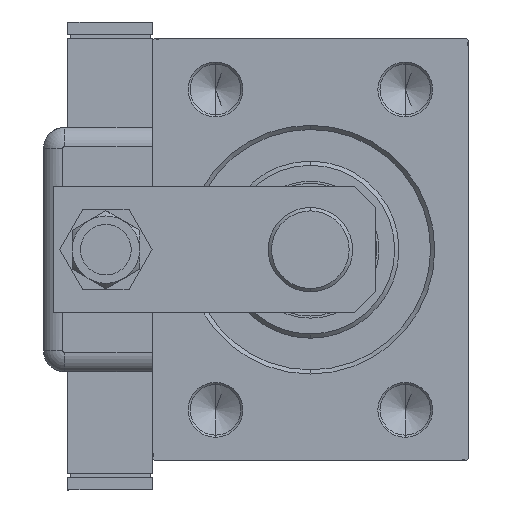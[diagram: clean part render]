
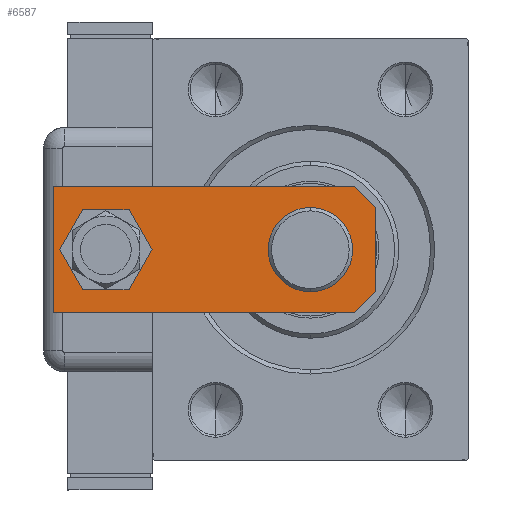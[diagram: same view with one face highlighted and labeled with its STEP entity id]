
A CAD part, left-side view. The second image highlights one B-rep face of the part: STEP entity #6587.
In plain terms, the highlighted face is planar.
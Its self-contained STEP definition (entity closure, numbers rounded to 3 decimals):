
#78 = DIRECTION ( 'NONE',  ( 0., 0., 1. ) ) ;
#381 = LINE ( 'NONE', #679, #28011 ) ;
#679 = CARTESIAN_POINT ( 'NONE',  ( -15., 0., 0. ) ) ;
#1255 = VECTOR ( 'NONE', #60162, 1000. ) ;
#1458 = CARTESIAN_POINT ( 'NONE',  ( 15., 5., 0. ) ) ;
#2148 = VERTEX_POINT ( 'NONE', #56726 ) ;
#3064 = CIRCLE ( 'NONE', #37363, 10. ) ;
#4008 = EDGE_CURVE ( 'NONE', #16935, #30441, #15342, .T. ) ;
#5656 = VERTEX_POINT ( 'NONE', #21326 ) ;
#6037 = CARTESIAN_POINT ( 'NONE',  ( 15., 76.5, 0. ) ) ;
#6349 = DIRECTION ( 'NONE',  ( -0.707, -0.707, 0. ) ) ;
#6587 = ADVANCED_FACE ( 'NONE', ( #55325, #59932, #30772 ), #7730, .F. ) ;
#7004 = DIRECTION ( 'NONE',  ( 0., 0., 1. ) ) ;
#7730 = PLANE ( 'NONE',  #16260 ) ;
#7845 = CARTESIAN_POINT ( 'NONE',  ( 15., 5., 0. ) ) ;
#8204 = EDGE_CURVE ( 'NONE', #5656, #28630, #55504, .T. ) ;
#8238 = ORIENTED_EDGE ( 'NONE', *, *, #4008, .F. ) ;
#9676 = EDGE_CURVE ( 'NONE', #35801, #16935, #30932, .T. ) ;
#12306 = CARTESIAN_POINT ( 'NONE',  ( 15., 0., 0. ) ) ;
#12610 = CARTESIAN_POINT ( 'NONE',  ( -10., 15.5, 0. ) ) ;
#14184 = ORIENTED_EDGE ( 'NONE', *, *, #8204, .T. ) ;
#15342 = LINE ( 'NONE', #52512, #53450 ) ;
#16260 = AXIS2_PLACEMENT_3D ( 'NONE', #49515, #50726, #27372 ) ;
#16525 = CARTESIAN_POINT ( 'NONE',  ( 10., 15.5, 0. ) ) ;
#16612 = LINE ( 'NONE', #12306, #29333 ) ;
#16935 = VERTEX_POINT ( 'NONE', #59210 ) ;
#16941 = CIRCLE ( 'NONE', #48356, 7. ) ;
#17275 = AXIS2_PLACEMENT_3D ( 'NONE', #45013, #59420, #26858 ) ;
#17311 = CARTESIAN_POINT ( 'NONE',  ( 0., 15.5, 0. ) ) ;
#17410 = CARTESIAN_POINT ( 'NONE',  ( 7., 64., 0. ) ) ;
#19084 = VERTEX_POINT ( 'NONE', #12610 ) ;
#19611 = ORIENTED_EDGE ( 'NONE', *, *, #9676, .F. ) ;
#20497 = LINE ( 'NONE', #1458, #60413 ) ;
#20853 = DIRECTION ( 'NONE',  ( 0., -1., 0. ) ) ;
#21326 = CARTESIAN_POINT ( 'NONE',  ( -7., 64., 0. ) ) ;
#21712 = DIRECTION ( 'NONE',  ( -1., 0., 0. ) ) ;
#23446 = EDGE_CURVE ( 'NONE', #33799, #19084, #3064, .T. ) ;
#26820 = DIRECTION ( 'NONE',  ( 0., 0., 1. ) ) ;
#26858 = DIRECTION ( 'NONE',  ( 1., 0., 0. ) ) ;
#27372 = DIRECTION ( 'NONE',  ( 1., 0., 0. ) ) ;
#28011 = VECTOR ( 'NONE', #38738, 1000. ) ;
#28630 = VERTEX_POINT ( 'NONE', #17410 ) ;
#29333 = VECTOR ( 'NONE', #59598, 1000. ) ;
#29336 = EDGE_CURVE ( 'NONE', #2148, #30441, #45148, .T. ) ;
#30038 = CARTESIAN_POINT ( 'NONE',  ( -15., 5., 0. ) ) ;
#30193 = CIRCLE ( 'NONE', #49841, 10. ) ;
#30441 = VERTEX_POINT ( 'NONE', #30038 ) ;
#30772 = FACE_BOUND ( 'NONE', #51109, .T. ) ;
#30932 = LINE ( 'NONE', #50274, #47814 ) ;
#33799 = VERTEX_POINT ( 'NONE', #16525 ) ;
#35801 = VERTEX_POINT ( 'NONE', #6037 ) ;
#35869 = CARTESIAN_POINT ( 'NONE',  ( 0., 15.5, 0. ) ) ;
#36676 = EDGE_CURVE ( 'NONE', #43930, #59732, #20497, .T. ) ;
#37363 = AXIS2_PLACEMENT_3D ( 'NONE', #35869, #7004, #41104 ) ;
#38738 = DIRECTION ( 'NONE',  ( 1., 0., 0. ) ) ;
#39674 = EDGE_CURVE ( 'NONE', #2148, #59732, #381, .T. ) ;
#41104 = DIRECTION ( 'NONE',  ( 1., 0., 0. ) ) ;
#42192 = ORIENTED_EDGE ( 'NONE', *, *, #39674, .F. ) ;
#43930 = VERTEX_POINT ( 'NONE', #7845 ) ;
#45013 = CARTESIAN_POINT ( 'NONE',  ( 0., 64., 0. ) ) ;
#45148 = LINE ( 'NONE', #59854, #1255 ) ;
#45172 = EDGE_CURVE ( 'NONE', #19084, #33799, #30193, .T. ) ;
#45509 = ORIENTED_EDGE ( 'NONE', *, *, #36676, .T. ) ;
#47083 = EDGE_CURVE ( 'NONE', #43930, #35801, #16612, .T. ) ;
#47495 = ORIENTED_EDGE ( 'NONE', *, *, #47083, .F. ) ;
#47814 = VECTOR ( 'NONE', #21712, 1000. ) ;
#48269 = DIRECTION ( 'NONE',  ( 1., 0., 0. ) ) ;
#48356 = AXIS2_PLACEMENT_3D ( 'NONE', #52866, #78, #48269 ) ;
#49515 = CARTESIAN_POINT ( 'NONE',  ( 0., 0., 0. ) ) ;
#49841 = AXIS2_PLACEMENT_3D ( 'NONE', #17311, #26820, #53867 ) ;
#50274 = CARTESIAN_POINT ( 'NONE',  ( 15., 76.5, 0. ) ) ;
#50653 = ORIENTED_EDGE ( 'NONE', *, *, #45172, .T. ) ;
#50726 = DIRECTION ( 'NONE',  ( 0., 0., 1. ) ) ;
#51109 = EDGE_LOOP ( 'NONE', ( #50653, #54773 ) ) ;
#52037 = ORIENTED_EDGE ( 'NONE', *, *, #29336, .T. ) ;
#52512 = CARTESIAN_POINT ( 'NONE',  ( -15., 76.5, 0. ) ) ;
#52866 = CARTESIAN_POINT ( 'NONE',  ( 0., 64., 0. ) ) ;
#53178 = EDGE_LOOP ( 'NONE', ( #42192, #52037, #8238, #19611, #47495, #45509 ) ) ;
#53283 = CARTESIAN_POINT ( 'NONE',  ( 10., 0., 0. ) ) ;
#53450 = VECTOR ( 'NONE', #20853, 1000. ) ;
#53867 = DIRECTION ( 'NONE',  ( 1., 0., 0. ) ) ;
#54773 = ORIENTED_EDGE ( 'NONE', *, *, #23446, .T. ) ;
#55192 = EDGE_CURVE ( 'NONE', #28630, #5656, #16941, .T. ) ;
#55325 = FACE_OUTER_BOUND ( 'NONE', #53178, .T. ) ;
#55366 = EDGE_LOOP ( 'NONE', ( #14184, #56141 ) ) ;
#55504 = CIRCLE ( 'NONE', #17275, 7. ) ;
#56141 = ORIENTED_EDGE ( 'NONE', *, *, #55192, .T. ) ;
#56726 = CARTESIAN_POINT ( 'NONE',  ( -10., 0., 0. ) ) ;
#59210 = CARTESIAN_POINT ( 'NONE',  ( -15., 76.5, 0. ) ) ;
#59420 = DIRECTION ( 'NONE',  ( 0., 0., 1. ) ) ;
#59598 = DIRECTION ( 'NONE',  ( 0., 1., 0. ) ) ;
#59732 = VERTEX_POINT ( 'NONE', #53283 ) ;
#59854 = CARTESIAN_POINT ( 'NONE',  ( -10., 0., 0. ) ) ;
#59932 = FACE_BOUND ( 'NONE', #55366, .T. ) ;
#60162 = DIRECTION ( 'NONE',  ( -0.707, 0.707, 0. ) ) ;
#60413 = VECTOR ( 'NONE', #6349, 1000. ) ;
